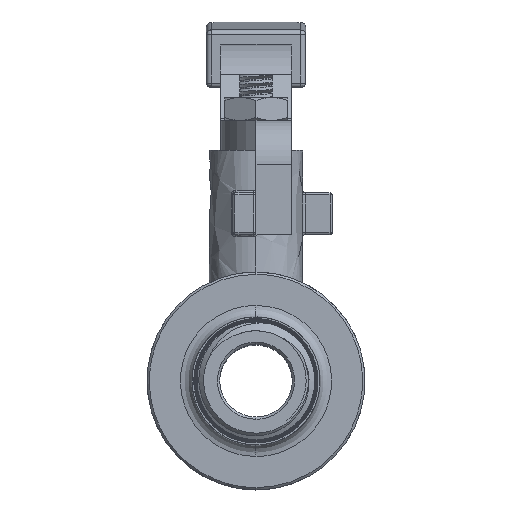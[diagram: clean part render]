
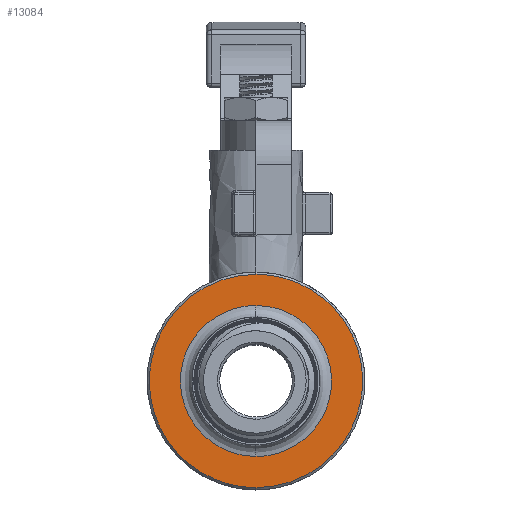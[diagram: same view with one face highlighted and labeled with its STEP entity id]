
A CAD part, top view. The second image highlights one B-rep face of the part: STEP entity #13084.
In plain terms, the highlighted free-form (B-spline) face has degree [1, 1] with [2, 2] control points.
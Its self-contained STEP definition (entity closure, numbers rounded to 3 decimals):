
#2041 = EDGE_CURVE('',#2042,#2044,#2046,.T.);
#2042 = VERTEX_POINT('',#2043);
#2043 = CARTESIAN_POINT('',(0.,-14.122,
    11.637));
#2044 = VERTEX_POINT('',#2045);
#2045 = CARTESIAN_POINT('',(0.,14.122,11.637));
#2046 = ( BOUNDED_CURVE() B_SPLINE_CURVE(2,(#2047,#2048,#2049,#2050,
#2051),.UNSPECIFIED.,.F.,.F.) B_SPLINE_CURVE_WITH_KNOTS((3,2,3),(
    3.142,4.712,6.283),
.PIECEWISE_BEZIER_KNOTS.) CURVE() GEOMETRIC_REPRESENTATION_ITEM() 
RATIONAL_B_SPLINE_CURVE((1.,0.707,1.,0.707,1.)) 
REPRESENTATION_ITEM('') );
#2047 = CARTESIAN_POINT('',(0.,-14.122,
    11.637));
#2048 = CARTESIAN_POINT('',(14.122,-14.122,
    11.637));
#2049 = CARTESIAN_POINT('',(14.122,0.,
    11.637));
#2050 = CARTESIAN_POINT('',(14.122,14.122,
    11.637));
#2051 = CARTESIAN_POINT('',(0.,14.122,
    11.637));
#2090 = VERTEX_POINT('',#2091);
#2091 = CARTESIAN_POINT('',(0.,10.003,11.637));
#2116 = VERTEX_POINT('',#2117);
#2117 = CARTESIAN_POINT('',(0.,-10.003,
    11.637));
#2123 = EDGE_CURVE('',#2116,#2090,#2124,.T.);
#2124 = ( BOUNDED_CURVE() B_SPLINE_CURVE(2,(#2125,#2126,#2127,#2128,
#2129),.UNSPECIFIED.,.F.,.F.) B_SPLINE_CURVE_WITH_KNOTS((3,2,3),(
    3.142,4.712,6.283),
.PIECEWISE_BEZIER_KNOTS.) CURVE() GEOMETRIC_REPRESENTATION_ITEM() 
RATIONAL_B_SPLINE_CURVE((1.,0.707,1.,0.707,1.)) 
REPRESENTATION_ITEM('') );
#2125 = CARTESIAN_POINT('',(0.,-10.003,
    11.637));
#2126 = CARTESIAN_POINT('',(-10.003,-10.003,
    11.637));
#2127 = CARTESIAN_POINT('',(-10.003,0.,
    11.637));
#2128 = CARTESIAN_POINT('',(-10.003,10.003,
    11.637));
#2129 = CARTESIAN_POINT('',(0.,10.003,
    11.637));
#13084 = ADVANCED_FACE('',(#13085,#13096),#13107,.F.);
#13085 = FACE_BOUND('',#13086,.T.);
#13086 = EDGE_LOOP('',(#13087,#13095));
#13087 = ORIENTED_EDGE('',*,*,#13088,.T.);
#13088 = EDGE_CURVE('',#2044,#2042,#13089,.T.);
#13089 = ( BOUNDED_CURVE() B_SPLINE_CURVE(2,(#13090,#13091,#13092,#13093
,#13094),.UNSPECIFIED.,.F.,.F.) B_SPLINE_CURVE_WITH_KNOTS((3,2,3),(0.,
1.571,3.142),.PIECEWISE_BEZIER_KNOTS.) CURVE() 
GEOMETRIC_REPRESENTATION_ITEM() RATIONAL_B_SPLINE_CURVE((1.,
0.707,1.,0.707,1.)) REPRESENTATION_ITEM('') );
#13090 = CARTESIAN_POINT('',(0.,14.122,11.637));
#13091 = CARTESIAN_POINT('',(-14.122,14.122,
    11.637));
#13092 = CARTESIAN_POINT('',(-14.122,0.,
    11.637));
#13093 = CARTESIAN_POINT('',(-14.122,-14.122,
    11.637));
#13094 = CARTESIAN_POINT('',(0.,-14.122,
    11.637));
#13095 = ORIENTED_EDGE('',*,*,#2041,.T.);
#13096 = FACE_BOUND('',#13097,.T.);
#13097 = EDGE_LOOP('',(#13098,#13106));
#13098 = ORIENTED_EDGE('',*,*,#13099,.T.);
#13099 = EDGE_CURVE('',#2090,#2116,#13100,.T.);
#13100 = ( BOUNDED_CURVE() B_SPLINE_CURVE(2,(#13101,#13102,#13103,#13104
,#13105),.UNSPECIFIED.,.F.,.F.) B_SPLINE_CURVE_WITH_KNOTS((3,2,3),(0.,
1.571,3.142),.PIECEWISE_BEZIER_KNOTS.) CURVE() 
GEOMETRIC_REPRESENTATION_ITEM() RATIONAL_B_SPLINE_CURVE((1.,
0.707,1.,0.707,1.)) REPRESENTATION_ITEM('') );
#13101 = CARTESIAN_POINT('',(0.,10.003,11.637));
#13102 = CARTESIAN_POINT('',(10.003,10.003,
    11.637));
#13103 = CARTESIAN_POINT('',(10.003,0.,
    11.637));
#13104 = CARTESIAN_POINT('',(10.003,-10.003,
    11.637));
#13105 = CARTESIAN_POINT('',(0.,-10.003,
    11.637));
#13106 = ORIENTED_EDGE('',*,*,#2123,.T.);
#13107 = B_SPLINE_SURFACE_WITH_KNOTS('',1,1,(
    (#13108,#13109)
    ,(#13110,#13111
    )),.UNSPECIFIED.,.F.,.F.,.F.,(2,2),(2,2),(-21.735,1.745),(
    -11.74,11.74),.PIECEWISE_BEZIER_KNOTS.);
#13108 = CARTESIAN_POINT('',(-14.122,-14.122,
    11.637));
#13109 = CARTESIAN_POINT('',(14.122,-14.122,
    11.637));
#13110 = CARTESIAN_POINT('',(-14.122,14.122,
    11.637));
#13111 = CARTESIAN_POINT('',(14.122,14.122,
    11.637));
